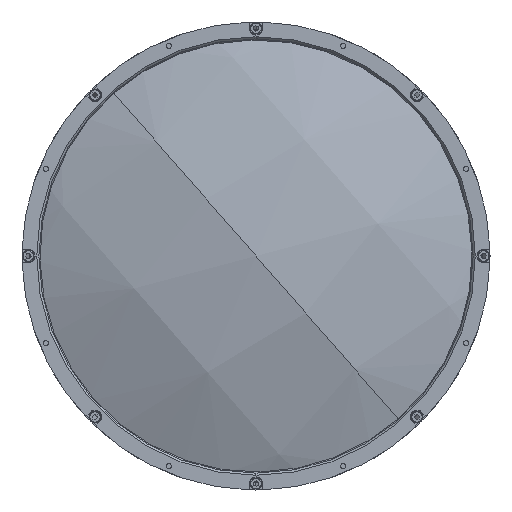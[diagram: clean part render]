
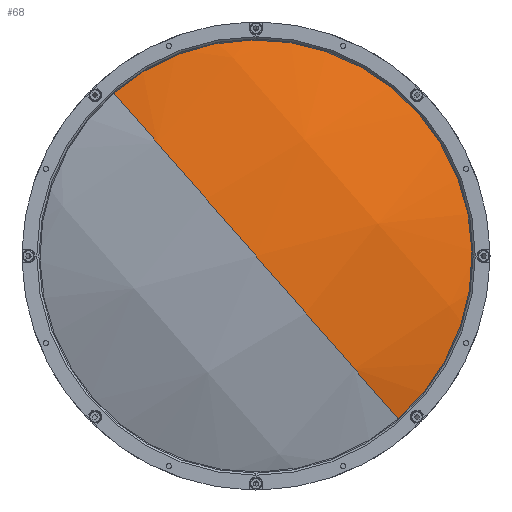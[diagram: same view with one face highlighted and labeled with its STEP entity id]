
A CAD part, left-side view. The second image highlights one B-rep face of the part: STEP entity #68.
In plain terms, the highlighted spherical face has radius 264.145 mm.
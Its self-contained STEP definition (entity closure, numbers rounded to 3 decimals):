
#68 = ADVANCED_FACE ( 'NONE', ( #7306 ), #18469, .T. ) ;
#299 = CARTESIAN_POINT ( 'NONE',  ( 261.045, 0., 0. ) ) ;
#1331 = ORIENTED_EDGE ( 'NONE', *, *, #6448, .F. ) ;
#1493 = CARTESIAN_POINT ( 'NONE',  ( -3.1, 0., 0. ) ) ;
#1840 = DIRECTION ( 'NONE',  ( 0., -0.657, -0.753 ) ) ;
#1987 = DIRECTION ( 'NONE',  ( 0., -0.657, -0.753 ) ) ;
#2385 = CIRCLE ( 'NONE', #18256, 264.145 ) ;
#2452 = DIRECTION ( 'NONE',  ( -1., 0., 0. ) ) ;
#4219 = EDGE_CURVE ( 'NONE', #15997, #14066, #10727, .T. ) ;
#4288 = CARTESIAN_POINT ( 'NONE',  ( 18.666, 69.034, 79.116 ) ) ;
#4701 = EDGE_LOOP ( 'NONE', ( #19241, #14080, #1331 ) ) ;
#4870 = AXIS2_PLACEMENT_3D ( 'NONE', #11566, #2452, #13083 ) ;
#6401 = DIRECTION ( 'NONE',  ( 0., -0.753, 0.657 ) ) ;
#6448 = EDGE_CURVE ( 'NONE', #15997, #8489, #2385, .T. ) ;
#7306 = FACE_OUTER_BOUND ( 'NONE', #4701, .T. ) ;
#7781 = DIRECTION ( 'NONE',  ( 0., 0.753, -0.657 ) ) ;
#8126 = EDGE_CURVE ( 'NONE', #14066, #8489, #18751, .T. ) ;
#8161 = CARTESIAN_POINT ( 'NONE',  ( 18.666, -69.034, -79.116 ) ) ;
#8489 = VERTEX_POINT ( 'NONE', #1493 ) ;
#9551 = CARTESIAN_POINT ( 'NONE',  ( 261.045, 0., 0. ) ) ;
#10727 = CIRCLE ( 'NONE', #4870, 105. ) ;
#10948 = DIRECTION ( 'NONE',  ( 0., -0.753, 0.657 ) ) ;
#11566 = CARTESIAN_POINT ( 'NONE',  ( 18.666, 0., 0. ) ) ;
#13083 = DIRECTION ( 'NONE',  ( 0., -0.753, 0.657 ) ) ;
#14066 = VERTEX_POINT ( 'NONE', #4288 ) ;
#14080 = ORIENTED_EDGE ( 'NONE', *, *, #8126, .T. ) ;
#14660 = AXIS2_PLACEMENT_3D ( 'NONE', #9551, #6401, #1987 ) ;
#15997 = VERTEX_POINT ( 'NONE', #8161 ) ;
#16742 = AXIS2_PLACEMENT_3D ( 'NONE', #299, #10948, #1840 ) ;
#16888 = CARTESIAN_POINT ( 'NONE',  ( 261.045, 0., 0. ) ) ;
#18256 = AXIS2_PLACEMENT_3D ( 'NONE', #16888, #7781, #18415 ) ;
#18415 = DIRECTION ( 'NONE',  ( 0., 0.657, 0.753 ) ) ;
#18469 = SPHERICAL_SURFACE ( 'NONE', #14660, 264.145 ) ;
#18751 = CIRCLE ( 'NONE', #16742, 264.145 ) ;
#19241 = ORIENTED_EDGE ( 'NONE', *, *, #4219, .T. ) ;
